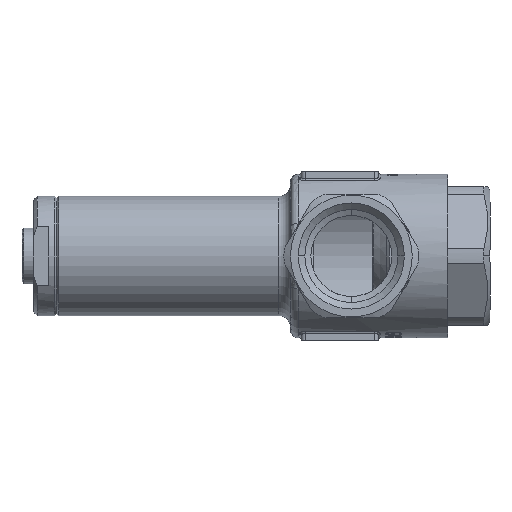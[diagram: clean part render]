
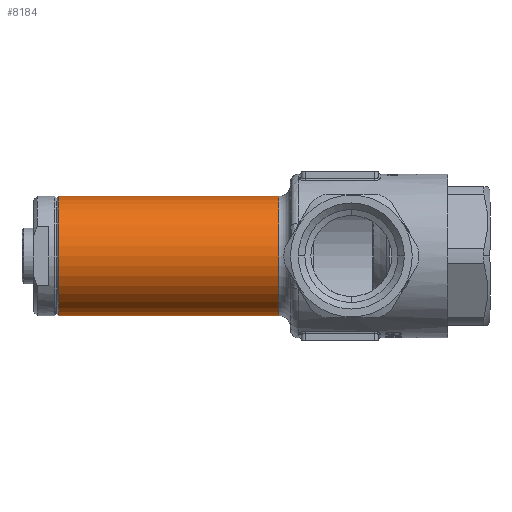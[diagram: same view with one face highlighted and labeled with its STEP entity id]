
A CAD part, left-side view. The second image highlights one B-rep face of the part: STEP entity #8184.
In plain terms, the highlighted cylindrical face has radius 15.5 mm (diameter 31 mm), a partial arc.
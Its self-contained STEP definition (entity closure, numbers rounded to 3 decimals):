
#1167 = CARTESIAN_POINT ( 'NONE',  ( 0., 80.545, 15.5 ) ) ;
#1182 = LINE ( 'NONE', #1167, #22881 ) ;
#1194 = DIRECTION ( 'NONE',  ( 0., -1., 0. ) ) ;
#1414 = LINE ( 'NONE', #1416, #22783 ) ;
#1416 = CARTESIAN_POINT ( 'NONE',  ( 0., 80.545, -15.5 ) ) ;
#1417 = DIRECTION ( 'NONE',  ( 0., -1., 0. ) ) ;
#2145 = CARTESIAN_POINT ( 'NONE',  ( 0., 22.845, -15.5 ) ) ;
#2146 = CARTESIAN_POINT ( 'NONE',  ( 0., 22.845, 15.5 ) ) ;
#2149 = CARTESIAN_POINT ( 'NONE',  ( 0., 80.045, 15.5 ) ) ;
#2168 = CARTESIAN_POINT ( 'NONE',  ( 0., 80.045, -15.5 ) ) ;
#2460 = CARTESIAN_POINT ( 'NONE',  ( 0., 22.845, 0. ) ) ;
#2461 = DIRECTION ( 'NONE',  ( 0., 1., 0. ) ) ;
#2462 = DIRECTION ( 'NONE',  ( 0., 0., -1. ) ) ;
#4051 = ORIENTED_EDGE ( 'NONE', *, *, #28787, .F. ) ;
#4052 = ORIENTED_EDGE ( 'NONE', *, *, #8123, .T. ) ;
#4053 = ORIENTED_EDGE ( 'NONE', *, *, #28823, .T. ) ;
#4054 = ORIENTED_EDGE ( 'NONE', *, *, #28528, .T. ) ;
#8123 = EDGE_CURVE ( 'NONE', #28145, #28164, #25954, .T. ) ;
#8184 = ADVANCED_FACE ( 'NONE', ( #23211 ), #23210, .T. ) ;
#9540 = EDGE_LOOP ( 'NONE', ( #4051, #4052, #4053, #4054 ) ) ;
#20394 = CIRCLE ( 'NONE', #20421, 15.5 ) ;
#20421 = AXIS2_PLACEMENT_3D ( 'NONE', #2460, #2461, #2462 ) ;
#22783 = VECTOR ( 'NONE', #1417, 1000. ) ;
#22881 = VECTOR ( 'NONE', #1194, 1000. ) ;
#23210 = CYLINDRICAL_SURFACE ( 'NONE', #26213, 15.5 ) ;
#23211 = FACE_OUTER_BOUND ( 'NONE', #9540, .T. ) ;
#23215 = CARTESIAN_POINT ( 'NONE',  ( 0., 80.545, 0. ) ) ;
#23224 = DIRECTION ( 'NONE',  ( 0., -1., 0. ) ) ;
#23225 = DIRECTION ( 'NONE',  ( 0., 0., -1. ) ) ;
#25242 = CARTESIAN_POINT ( 'NONE',  ( 0., 80.045, 0. ) ) ;
#25244 = DIRECTION ( 'NONE',  ( 0., -1., 0. ) ) ;
#25246 = DIRECTION ( 'NONE',  ( 0., 0., -1. ) ) ;
#25954 = CIRCLE ( 'NONE', #25956, 15.5 ) ;
#25956 = AXIS2_PLACEMENT_3D ( 'NONE', #25242, #25244, #25246 ) ;
#26213 = AXIS2_PLACEMENT_3D ( 'NONE', #23215, #23224, #23225 ) ;
#28141 = VERTEX_POINT ( 'NONE', #2145 ) ;
#28142 = VERTEX_POINT ( 'NONE', #2146 ) ;
#28145 = VERTEX_POINT ( 'NONE', #2149 ) ;
#28164 = VERTEX_POINT ( 'NONE', #2168 ) ;
#28528 = EDGE_CURVE ( 'NONE', #28141, #28142, #20394, .T. ) ;
#28787 = EDGE_CURVE ( 'NONE', #28145, #28142, #1182, .T. ) ;
#28823 = EDGE_CURVE ( 'NONE', #28164, #28141, #1414, .T. ) ;
